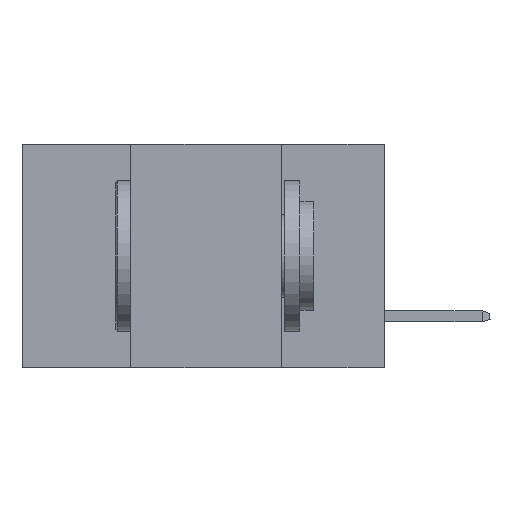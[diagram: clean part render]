
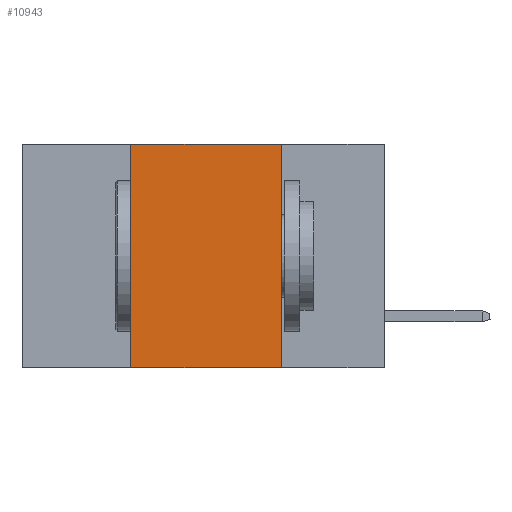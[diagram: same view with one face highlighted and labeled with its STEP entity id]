
A CAD part, left-side view. The second image highlights one B-rep face of the part: STEP entity #10943.
In plain terms, the highlighted planar face has unit normal (-1, 0, 0).
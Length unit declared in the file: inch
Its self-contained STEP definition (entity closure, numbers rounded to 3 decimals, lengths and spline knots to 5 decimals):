
#826 = CARTESIAN_POINT ( 'NONE',  ( 0., 0.6, 0. ) ) ;
#1169 = ORIENTED_EDGE ( 'NONE', *, *, #8022, .F. ) ;
#2282 = LINE ( 'NONE', #12466, #25040 ) ;
#3323 = VERTEX_POINT ( 'NONE', #10148 ) ;
#5608 = VECTOR ( 'NONE', #26345, 39.37008 ) ;
#6886 = VERTEX_POINT ( 'NONE', #7134 ) ;
#7134 = CARTESIAN_POINT ( 'NONE',  ( 0., 0.42, 0. ) ) ;
#7159 = ORIENTED_EDGE ( 'NONE', *, *, #24911, .F. ) ;
#7645 = DIRECTION ( 'NONE',  ( 0., 0., -1. ) ) ;
#8022 = EDGE_CURVE ( 'NONE', #17326, #15347, #25098, .T. ) ;
#8269 = LINE ( 'NONE', #826, #5608 ) ;
#8977 = DIRECTION ( 'NONE',  ( 0., 0., -1. ) ) ;
#10025 = VECTOR ( 'NONE', #8977, 39.37008 ) ;
#10080 = EDGE_CURVE ( 'NONE', #3323, #15347, #14579, .T. ) ;
#10148 = CARTESIAN_POINT ( 'NONE',  ( 0., 0.42, -0.37 ) ) ;
#10943 = ADVANCED_FACE ( 'NONE', ( #19869 ), #18434, .F. ) ;
#11062 = ORIENTED_EDGE ( 'NONE', *, *, #10080, .T. ) ;
#11521 = VECTOR ( 'NONE', #22691, 39.37008 ) ;
#12466 = CARTESIAN_POINT ( 'NONE',  ( 0., 0.42, 0. ) ) ;
#14468 = AXIS2_PLACEMENT_3D ( 'NONE', #18627, #25080, #7645 ) ;
#14579 = LINE ( 'NONE', #18374, #11521 ) ;
#15347 = VERTEX_POINT ( 'NONE', #19867 ) ;
#16741 = ORIENTED_EDGE ( 'NONE', *, *, #23465, .F. ) ;
#17326 = VERTEX_POINT ( 'NONE', #23006 ) ;
#18374 = CARTESIAN_POINT ( 'NONE',  ( 0., 0.6, -0.37 ) ) ;
#18434 = PLANE ( 'NONE',  #14468 ) ;
#18627 = CARTESIAN_POINT ( 'NONE',  ( 0., 0.6, 0. ) ) ;
#19867 = CARTESIAN_POINT ( 'NONE',  ( 0., 0.17, -0.37 ) ) ;
#19869 = FACE_OUTER_BOUND ( 'NONE', #25683, .T. ) ;
#22691 = DIRECTION ( 'NONE',  ( 0., -1., 0. ) ) ;
#23006 = CARTESIAN_POINT ( 'NONE',  ( 0., 0.17, 0. ) ) ;
#23465 = EDGE_CURVE ( 'NONE', #6886, #17326, #8269, .T. ) ;
#24911 = EDGE_CURVE ( 'NONE', #3323, #6886, #2282, .T. ) ;
#25040 = VECTOR ( 'NONE', #27484, 39.37008 ) ;
#25080 = DIRECTION ( 'NONE',  ( 1., 0., 0. ) ) ;
#25098 = LINE ( 'NONE', #26271, #10025 ) ;
#25683 = EDGE_LOOP ( 'NONE', ( #1169, #16741, #7159, #11062 ) ) ;
#26271 = CARTESIAN_POINT ( 'NONE',  ( 0., 0.17, 0. ) ) ;
#26345 = DIRECTION ( 'NONE',  ( 0., -1., 0. ) ) ;
#27484 = DIRECTION ( 'NONE',  ( 0., 0., 1. ) ) ;
